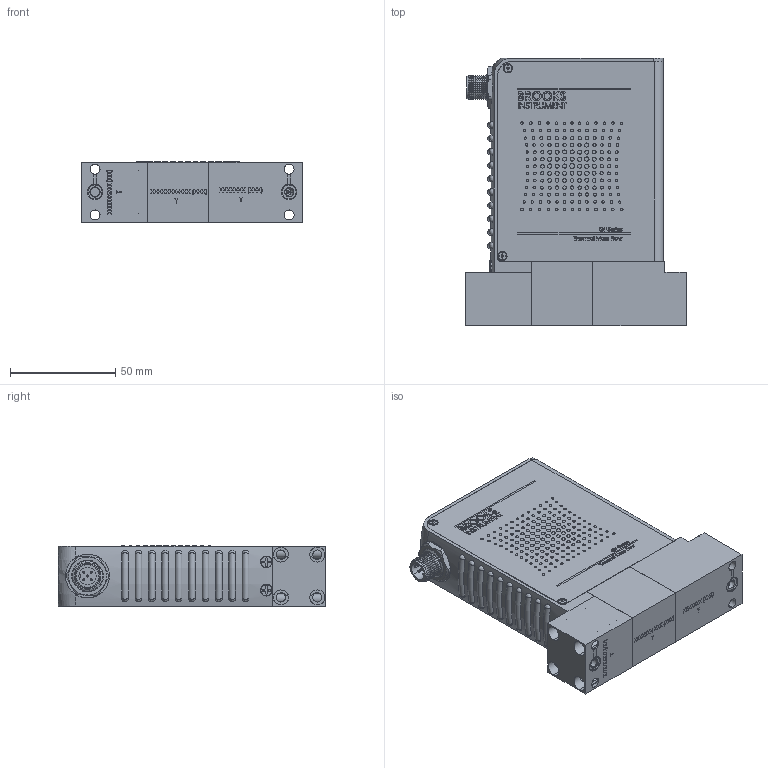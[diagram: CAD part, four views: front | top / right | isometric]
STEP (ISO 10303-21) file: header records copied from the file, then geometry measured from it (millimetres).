
FILE_DESCRIPTION (( 'STEP AP203' ), '1' );
FILE_NAME ('GF125-CX-DX.STEP', '2014-11-13T15:35:18', ( 'mrutkowski' ), ( 'Hewlett-Packard Company' ), 'SwSTEP 2.0', 'SolidWorks 2012', '' );
FILE_SCHEMA (( 'CONFIG_CONTROL_DESIGN' ));
Length unit declared in the file: inch
Products named in the file (1): GF125-CX-DX
Bounding box: 104.95 x 127 x 28.46 mm (x, y, z)
Surface area: 53525.3 mm2 (no closed solid volume)
Topology: 0 solids, 234 shells, 863 faces, 4520 edges, 3881 vertices
Faces by surface type: plane 477, cylinder 239, cone 70, torus 41, bspline 30, sphere 6
Entity records: 56402 total; most frequent: CARTESIAN_POINT 21875, DIRECTION 6647, ORIENTED_EDGE 5856, EDGE_CURVE 4508, VERTEX_POINT 3875, LINE 2563, VECTOR 2563, AXIS2_PLACEMENT_3D 2042
